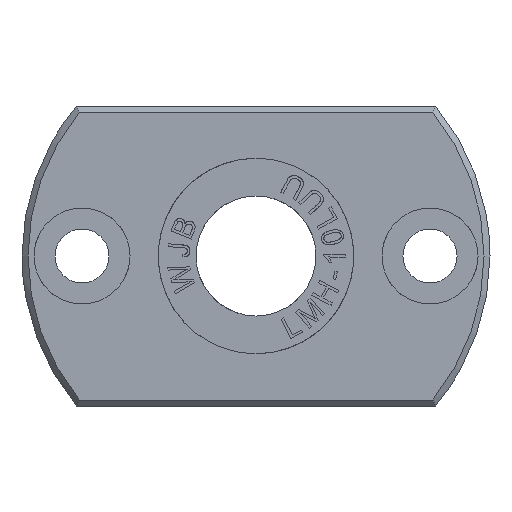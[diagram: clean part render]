
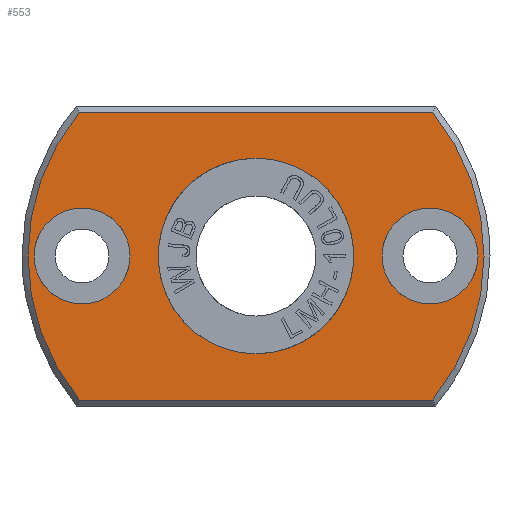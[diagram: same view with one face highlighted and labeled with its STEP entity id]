
A CAD part, left-side view. The second image highlights one B-rep face of the part: STEP entity #553.
In plain terms, the highlighted planar face has unit normal (-1, 0, 0).
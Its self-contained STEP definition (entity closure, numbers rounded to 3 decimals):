
#553=ADVANCED_FACE('',(#1230,#1231,#1232,#1233),#896,.T.);
#896=PLANE('',#6425);
#1152=CIRCLE('',#6421,19.);
#1153=CIRCLE('',#6424,19.);
#1230=FACE_BOUND('',#1321,.T.);
#1231=FACE_BOUND('',#1322,.T.);
#1232=FACE_BOUND('',#1323,.T.);
#1233=FACE_BOUND('',#1324,.T.);
#1321=EDGE_LOOP('',(#2403,#2404,#2405,#2406));
#1322=EDGE_LOOP('',(#2407,#2408));
#1323=EDGE_LOOP('',(#2409,#2410));
#1324=EDGE_LOOP('',(#2411,#2412));
#1774=B_SPLINE_CURVE_WITH_KNOTS('',3,(#9452,#9453,#9454,#9455),.UNSPECIFIED.,
 .F.,.F.,(4,4),(0.,1.),.UNSPECIFIED.);
#1775=B_SPLINE_CURVE_WITH_KNOTS('',3,(#9456,#9457,#9458,#9459),.UNSPECIFIED.,
 .F.,.F.,(4,4),(0.,1.),.UNSPECIFIED.);
#1776=B_SPLINE_CURVE_WITH_KNOTS('',3,(#9460,#9461,#9462,#9463,#9464,#9465,
#9466,#9467,#9468,#9469),.UNSPECIFIED.,.F.,.F.,(4,2,2,2,4),(0.,0.25,0.5,
0.75,1.),.UNSPECIFIED.);
#1777=B_SPLINE_CURVE_WITH_KNOTS('',3,(#9472,#9473,#9474,#9475,#9476,#9477,
#9478,#9479,#9480,#9481),.UNSPECIFIED.,.F.,.F.,(4,2,2,2,4),(0.,0.25,0.5,
0.75,1.),.UNSPECIFIED.);
#1778=B_SPLINE_CURVE_WITH_KNOTS('',3,(#9482,#9483,#9484,#9485,#9486,#9487,
#9488,#9489,#9490,#9491),.UNSPECIFIED.,.F.,.F.,(4,2,2,2,4),(0.,0.25,0.5,
0.75,1.),.UNSPECIFIED.);
#1779=B_SPLINE_CURVE_WITH_KNOTS('',3,(#9494,#9495,#9496,#9497,#9498,#9499,
#9500,#9501,#9502,#9503),.UNSPECIFIED.,.F.,.F.,(4,2,2,2,4),(0.,0.25,0.5,
0.75,1.),.UNSPECIFIED.);
#1780=B_SPLINE_CURVE_WITH_KNOTS('',3,(#9504,#9505,#9506,#9507,#9508,#9509,
#9510,#9511,#9512,#9513),.UNSPECIFIED.,.F.,.F.,(4,2,2,2,4),(0.,0.25,0.5,
0.75,1.),.UNSPECIFIED.);
#1781=B_SPLINE_CURVE_WITH_KNOTS('',3,(#9516,#9517,#9518,#9519,#9520,#9521,
#9522,#9523,#9524,#9525),.UNSPECIFIED.,.F.,.F.,(4,2,2,2,4),(0.,0.25,0.5,
0.75,1.),.UNSPECIFIED.);
#2403=ORIENTED_EDGE('',*,*,#4766,.T.);
#2404=ORIENTED_EDGE('',*,*,#4767,.F.);
#2405=ORIENTED_EDGE('',*,*,#4759,.T.);
#2406=ORIENTED_EDGE('',*,*,#4768,.F.);
#2407=ORIENTED_EDGE('',*,*,#4769,.T.);
#2408=ORIENTED_EDGE('',*,*,#4770,.T.);
#2409=ORIENTED_EDGE('',*,*,#4771,.F.);
#2410=ORIENTED_EDGE('',*,*,#4772,.F.);
#2411=ORIENTED_EDGE('',*,*,#4773,.F.);
#2412=ORIENTED_EDGE('',*,*,#4774,.F.);
#4160=VERTEX_POINT('',#9416);
#4161=VERTEX_POINT('',#9418);
#4166=VERTEX_POINT('',#9450);
#4167=VERTEX_POINT('',#9451);
#4168=VERTEX_POINT('',#9470);
#4169=VERTEX_POINT('',#9471);
#4170=VERTEX_POINT('',#9492);
#4171=VERTEX_POINT('',#9493);
#4172=VERTEX_POINT('',#9514);
#4173=VERTEX_POINT('',#9515);
#4759=EDGE_CURVE('',#4161,#4160,#1152,.T.);
#4766=EDGE_CURVE('',#4166,#4167,#1153,.T.);
#4767=EDGE_CURVE('',#4161,#4167,#1774,.T.);
#4768=EDGE_CURVE('',#4166,#4160,#1775,.T.);
#4769=EDGE_CURVE('',#4168,#4169,#1776,.T.);
#4770=EDGE_CURVE('',#4169,#4168,#1777,.T.);
#4771=EDGE_CURVE('',#4170,#4171,#1778,.T.);
#4772=EDGE_CURVE('',#4171,#4170,#1779,.T.);
#4773=EDGE_CURVE('',#4172,#4173,#1780,.T.);
#4774=EDGE_CURVE('',#4173,#4172,#1781,.T.);
#6421=AXIS2_PLACEMENT_3D('',#9417,#6944,#6945);
#6424=AXIS2_PLACEMENT_3D('',#9449,#6950,#6951);
#6425=AXIS2_PLACEMENT_3D('',#9526,#6952,#6953);
#6944=DIRECTION('',(-1.,0.,0.));
#6945=DIRECTION('',(0.,0.,1.));
#6950=DIRECTION('',(-1.,0.,0.));
#6951=DIRECTION('',(0.,0.,1.));
#6952=DIRECTION('',(-1.,0.,0.));
#6953=DIRECTION('',(0.,0.,1.));
#9416=CARTESIAN_POINT('',(0.,14.731,-12.));
#9417=CARTESIAN_POINT('',(0.,0.,0.));
#9418=CARTESIAN_POINT('',(0.,14.731,12.));
#9449=CARTESIAN_POINT('',(0.,0.,0.));
#9450=CARTESIAN_POINT('',(0.,-14.731,-12.));
#9451=CARTESIAN_POINT('',(0.,-14.731,12.));
#9452=CARTESIAN_POINT('',(0.,14.731,12.));
#9453=CARTESIAN_POINT('',(0.,4.91,12.));
#9454=CARTESIAN_POINT('',(0.,-4.91,12.));
#9455=CARTESIAN_POINT('',(0.,-14.731,12.));
#9456=CARTESIAN_POINT('',(0.,-14.731,-12.));
#9457=CARTESIAN_POINT('',(0.,-4.91,-12.));
#9458=CARTESIAN_POINT('',(0.,4.91,-12.));
#9459=CARTESIAN_POINT('',(0.,14.731,-12.));
#9460=CARTESIAN_POINT('',(0.,0.,-8.15));
#9461=CARTESIAN_POINT('',(0.,2.141,-8.15));
#9462=CARTESIAN_POINT('',(0.,4.25,-7.275));
#9463=CARTESIAN_POINT('',(0.,7.276,-4.25));
#9464=CARTESIAN_POINT('',(0.,8.15,-2.139));
#9465=CARTESIAN_POINT('',(0.,8.15,2.139));
#9466=CARTESIAN_POINT('',(0.,7.275,4.25));
#9467=CARTESIAN_POINT('',(0.,4.25,7.276));
#9468=CARTESIAN_POINT('',(0.,2.143,8.15));
#9469=CARTESIAN_POINT('',(0.,0.,8.15));
#9470=CARTESIAN_POINT('',(0.,0.,-8.15));
#9471=CARTESIAN_POINT('',(0.,0.,8.15));
#9472=CARTESIAN_POINT('',(0.,0.,8.15));
#9473=CARTESIAN_POINT('',(0.,-2.141,8.15));
#9474=CARTESIAN_POINT('',(0.,-4.25,7.275));
#9475=CARTESIAN_POINT('',(0.,-7.276,4.25));
#9476=CARTESIAN_POINT('',(0.,-8.15,2.139));
#9477=CARTESIAN_POINT('',(0.,-8.15,-2.139));
#9478=CARTESIAN_POINT('',(0.,-7.275,-4.25));
#9479=CARTESIAN_POINT('',(0.,-4.25,-7.276));
#9480=CARTESIAN_POINT('',(0.,-2.143,-8.15));
#9481=CARTESIAN_POINT('',(0.,0.,-8.15));
#9482=CARTESIAN_POINT('',(0.,10.5,0.));
#9483=CARTESIAN_POINT('',(0.,10.5,1.047));
#9484=CARTESIAN_POINT('',(0.,10.931,2.088));
#9485=CARTESIAN_POINT('',(0.,12.412,3.569));
#9486=CARTESIAN_POINT('',(0.,13.453,4.));
#9487=CARTESIAN_POINT('',(0.,15.547,4.));
#9488=CARTESIAN_POINT('',(0.,16.588,3.569));
#9489=CARTESIAN_POINT('',(0.,18.069,2.088));
#9490=CARTESIAN_POINT('',(0.,18.5,1.047));
#9491=CARTESIAN_POINT('',(0.,18.5,0.));
#9492=CARTESIAN_POINT('',(0.,10.5,0.));
#9493=CARTESIAN_POINT('',(0.,18.5,0.));
#9494=CARTESIAN_POINT('',(0.,18.5,0.));
#9495=CARTESIAN_POINT('',(0.,18.5,-1.047));
#9496=CARTESIAN_POINT('',(0.,18.069,-2.088));
#9497=CARTESIAN_POINT('',(0.,16.588,-3.569));
#9498=CARTESIAN_POINT('',(0.,15.547,-4.));
#9499=CARTESIAN_POINT('',(0.,13.453,-4.));
#9500=CARTESIAN_POINT('',(0.,12.412,-3.569));
#9501=CARTESIAN_POINT('',(0.,10.931,-2.088));
#9502=CARTESIAN_POINT('',(0.,10.5,-1.047));
#9503=CARTESIAN_POINT('',(0.,10.5,0.));
#9504=CARTESIAN_POINT('',(0.,-18.5,0.));
#9505=CARTESIAN_POINT('',(0.,-18.5,1.047));
#9506=CARTESIAN_POINT('',(0.,-18.069,2.088));
#9507=CARTESIAN_POINT('',(0.,-16.588,3.569));
#9508=CARTESIAN_POINT('',(0.,-15.547,4.));
#9509=CARTESIAN_POINT('',(0.,-13.453,4.));
#9510=CARTESIAN_POINT('',(0.,-12.412,3.569));
#9511=CARTESIAN_POINT('',(0.,-10.931,2.088));
#9512=CARTESIAN_POINT('',(0.,-10.5,1.047));
#9513=CARTESIAN_POINT('',(0.,-10.5,0.));
#9514=CARTESIAN_POINT('',(0.,-18.5,0.));
#9515=CARTESIAN_POINT('',(0.,-10.5,0.));
#9516=CARTESIAN_POINT('',(0.,-10.5,0.));
#9517=CARTESIAN_POINT('',(0.,-10.5,-1.047));
#9518=CARTESIAN_POINT('',(0.,-10.931,-2.088));
#9519=CARTESIAN_POINT('',(0.,-12.412,-3.569));
#9520=CARTESIAN_POINT('',(0.,-13.453,-4.));
#9521=CARTESIAN_POINT('',(0.,-15.547,-4.));
#9522=CARTESIAN_POINT('',(0.,-16.588,-3.569));
#9523=CARTESIAN_POINT('',(0.,-18.069,-2.088));
#9524=CARTESIAN_POINT('',(0.,-18.5,-1.047));
#9525=CARTESIAN_POINT('',(0.,-18.5,0.));
#9526=CARTESIAN_POINT('',(0.,-19.38,-19.));
